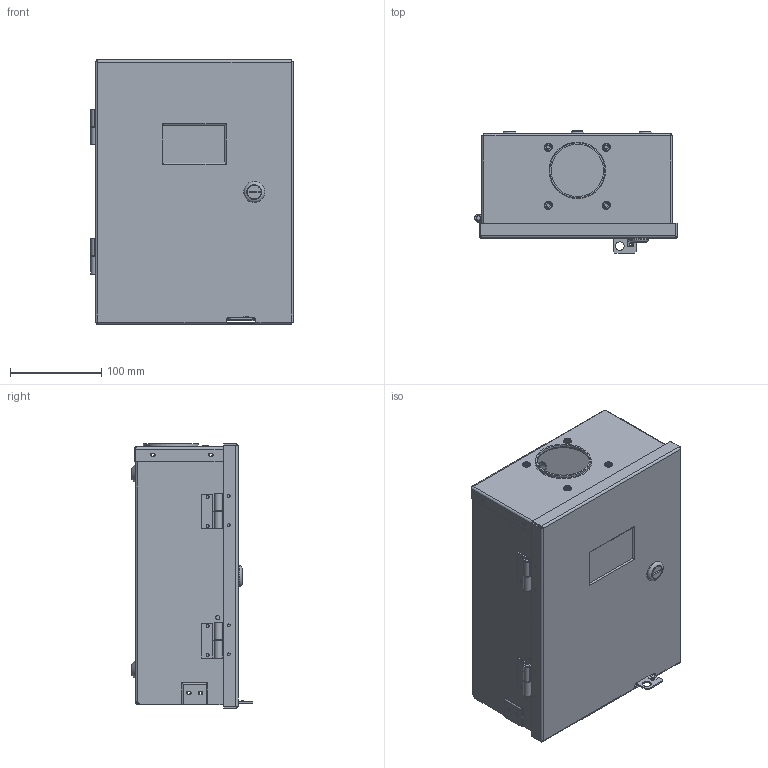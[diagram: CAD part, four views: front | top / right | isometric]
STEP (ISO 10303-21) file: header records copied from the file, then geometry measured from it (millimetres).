
FILE_DESCRIPTION( ( 'Unknown' ), '1' );
FILE_NAME( 'VFB100.stp', 'Unknown', ( 'Unknown' ), ( 'Unknown' ), 'PSStep 16.0.42', 'Unknown', ' ' );
FILE_SCHEMA( ( 'AUTOMOTIVE_DESIGN { 1 0 10303 214 1 1 1 1 }' ) );
Length unit declared in the file: millimetre
Products named in the file (20): LOCK AVEC TOURNEVIS TYPE 4-12 SANS CAME-oa8; HOSING-oa0; INSERT POUR TOURNEVIS-oa1; NOIX DE FIXATION-oa2; Oring-oa3; Oring-oa4; SEAL BLANC-oa5; STOPPER DESSOUS-oa6; VIS DE RETENUE DE LA CAME-oa7; A16KS; CAME S; VFB100_COUVERCLE; VFB100C; Penture S Inox - Matritech - GAUCHE_porte; VFB100_BOITIER; PADLOCK C; Penture S Inox - Matritech - GAUCHE_boitier; VFB100B; VFB100E; Assem1
Assembly tree (21 placements, depth 5):
  Assem1
    VFB100_BOITIER
      PADLOCK C
      Penture S Inox - Matritech - GAUCHE_boitier  x2
      VFB100B
      VFB100E
    VFB100_COUVERCLE
      VFB100C
      Penture S Inox - Matritech - GAUCHE_porte  x2
      A16KS
        CAME S
        LOCK AVEC TOURNEVIS TYPE 4-12 SANS CAME-oa8
          HOSING-oa0
          INSERT POUR TOURNEVIS-oa1
          NOIX DE FIXATION-oa2
          Oring-oa3
          Oring-oa4
          SEAL BLANC-oa5
          STOPPER DESSOUS-oa6
          VIS DE RETENUE DE LA CAME-oa7
Bounding box: 221.7 x 133.17 x 289.04 mm (x, y, z)
Volume: 401848 mm3; surface area: 531132.3 mm2
Topology: 17 solids, 17 shells, 890 faces, 2236 edges, 1417 vertices
Faces by surface type: plane 449, cylinder 259, bspline 118, torus 37, cone 24, sphere 3
Full cylindrical faces by diameter (mm): 3.162 x8, 3.175 x9, 3.302 x20, 3.454 x1, 4.191 x4, 4.293 x2, 4.775 x2, 5.791 x9, 6.096 x2, 6.985 x1, 7.239 x4, 9.525 x1, 9.881 x1, 10.084 x1, 11.176 x1, 11.862 x1, 12.192 x1, 12.827 x1, 15.748 x1, 15.799 x1, 17.462 x1, 22.86 x1, 57.15 x1, 60.198 x1
Entity records: 60380 total; most frequent: CARTESIAN_POINT 34056, ORIENTED_EDGE 3988, DIRECTION 3693, EDGE_CURVE 1994, VERTEX_POINT 1315, AXIS2_PLACEMENT_3D 1305, EDGE_LOOP 1117, LINE 1083
